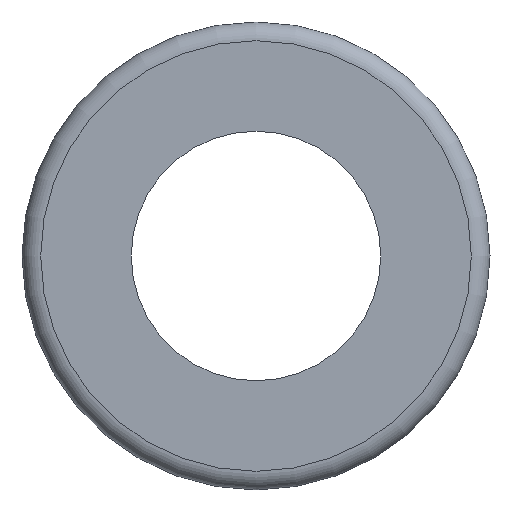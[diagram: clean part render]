
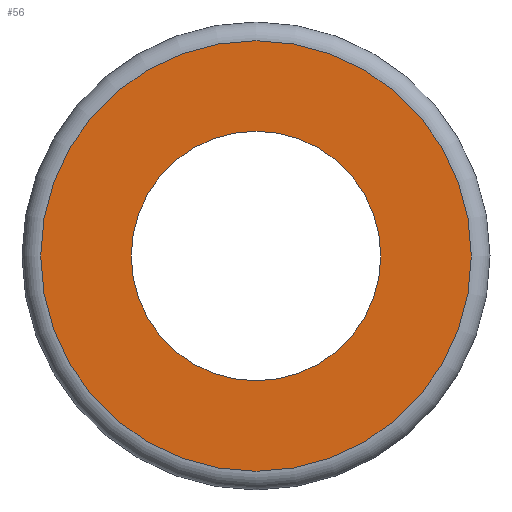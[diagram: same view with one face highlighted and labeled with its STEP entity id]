
A CAD part, left-side view. The second image highlights one B-rep face of the part: STEP entity #56.
In plain terms, the highlighted planar face has unit normal (-1, 0, 0).
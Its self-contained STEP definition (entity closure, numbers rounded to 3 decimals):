
#49=PLANE('',#216);
#56=ADVANCED_FACE('',(#73,#74),#49,.T.);
#73=FACE_BOUND('',#101,.T.);
#74=FACE_BOUND('',#102,.T.);
#101=EDGE_LOOP('',(#129));
#102=EDGE_LOOP('',(#130));
#129=ORIENTED_EDGE('',*,*,#171,.T.);
#130=ORIENTED_EDGE('',*,*,#169,.F.);
#155=VERTEX_POINT('',#304);
#157=VERTEX_POINT('',#309);
#169=EDGE_CURVE('',#155,#155,#183,.T.);
#171=EDGE_CURVE('',#157,#157,#185,.T.);
#183=CIRCLE('',#212,6.9);
#185=CIRCLE('',#215,4.);
#212=AXIS2_PLACEMENT_3D('',#303,#244,#245);
#215=AXIS2_PLACEMENT_3D('',#308,#250,#251);
#216=AXIS2_PLACEMENT_3D('',#310,#252,#253);
#244=DIRECTION('',(1.,0.,0.));
#245=DIRECTION('',(0.,0.,-1.));
#250=DIRECTION('',(1.,0.,0.));
#251=DIRECTION('',(0.,0.,-1.));
#252=DIRECTION('',(-1.,0.,0.));
#253=DIRECTION('',(0.,0.,1.));
#303=CARTESIAN_POINT('',(0.,0.,0.));
#304=CARTESIAN_POINT('',(0.,0.,-6.9));
#308=CARTESIAN_POINT('',(0.,0.,0.));
#309=CARTESIAN_POINT('',(0.,0.,-4.));
#310=CARTESIAN_POINT('',(0.,6.9,0.));
